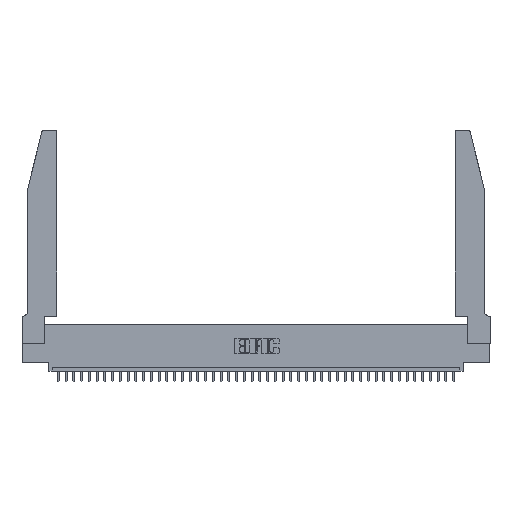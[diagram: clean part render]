
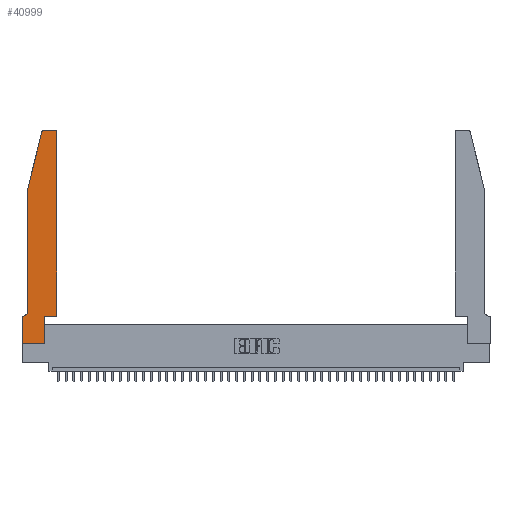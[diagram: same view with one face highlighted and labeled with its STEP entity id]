
A CAD part, top view. The second image highlights one B-rep face of the part: STEP entity #40999.
In plain terms, the highlighted planar face has unit normal (0, 0, 1).
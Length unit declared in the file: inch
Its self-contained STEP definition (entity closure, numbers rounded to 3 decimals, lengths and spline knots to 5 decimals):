
#663 = DIRECTION ( 'NONE',  ( 1., 0., 0. ) ) ;
#1092 = PLANE ( 'NONE',  #30147 ) ;
#1145 = CARTESIAN_POINT ( 'NONE',  ( 0., 0., 0.37 ) ) ;
#1331 = DIRECTION ( 'NONE',  ( 0., -1., 0. ) ) ;
#2632 = EDGE_CURVE ( 'NONE', #25539, #8088, #10551, .T. ) ;
#2874 = VECTOR ( 'NONE', #15955, 39.37008 ) ;
#4774 = LINE ( 'NONE', #19700, #39838 ) ;
#4848 = VECTOR ( 'NONE', #30887, 39.37008 ) ;
#6082 = ORIENTED_EDGE ( 'NONE', *, *, #8543, .T. ) ;
#6090 = CARTESIAN_POINT ( 'NONE',  ( 0.0755, 0.35, 0.37 ) ) ;
#6132 = AXIS2_PLACEMENT_3D ( 'NONE', #36300, #16482, #26200 ) ;
#6234 = DIRECTION ( 'NONE',  ( -1., 0., 0. ) ) ;
#6307 = DIRECTION ( 'NONE',  ( 0., 1., 0. ) ) ;
#6475 = AXIS2_PLACEMENT_3D ( 'NONE', #20098, #29505, #23011 ) ;
#7598 = ORIENTED_EDGE ( 'NONE', *, *, #38480, .T. ) ;
#8088 = VERTEX_POINT ( 'NONE', #21179 ) ;
#8499 = DIRECTION ( 'NONE',  ( 0., 0., 1. ) ) ;
#8543 = EDGE_CURVE ( 'NONE', #18678, #36866, #41625, .T. ) ;
#9483 = EDGE_CURVE ( 'NONE', #34379, #32248, #25562, .T. ) ;
#10065 = DIRECTION ( 'NONE',  ( -1., 0., 0. ) ) ;
#10163 = ORIENTED_EDGE ( 'NONE', *, *, #24178, .T. ) ;
#10551 = LINE ( 'NONE', #16689, #28578 ) ;
#10819 = ORIENTED_EDGE ( 'NONE', *, *, #42123, .T. ) ;
#11229 = CARTESIAN_POINT ( 'NONE',  ( 0.4505, 0.35, 0.37 ) ) ;
#11508 = CIRCLE ( 'NONE', #28219, 0.03 ) ;
#11524 = CARTESIAN_POINT ( 'NONE',  ( 0.4505, 0.35, 0.37 ) ) ;
#11594 = VECTOR ( 'NONE', #6234, 39.37008 ) ;
#12226 = ORIENTED_EDGE ( 'NONE', *, *, #29771, .T. ) ;
#12297 = CARTESIAN_POINT ( 'NONE',  ( 0.4205, 2.75, 0.37 ) ) ;
#12782 = EDGE_CURVE ( 'NONE', #39649, #25539, #32945, .T. ) ;
#13587 = DIRECTION ( 'NONE',  ( 0., 0., 1. ) ) ;
#15318 = DIRECTION ( 'NONE',  ( 1., 0., 0. ) ) ;
#15520 = CARTESIAN_POINT ( 'NONE',  ( 0.4205, 2.72, 0.37 ) ) ;
#15714 = LINE ( 'NONE', #6090, #11594 ) ;
#15866 = CARTESIAN_POINT ( 'NONE',  ( 0.4505, 0.35, 0.37 ) ) ;
#15955 = DIRECTION ( 'NONE',  ( 0., 1., 0. ) ) ;
#16482 = DIRECTION ( 'NONE',  ( 0., 0., -1. ) ) ;
#16689 = CARTESIAN_POINT ( 'NONE',  ( 0.0755, 2., 0.37 ) ) ;
#18406 = LINE ( 'NONE', #35116, #25121 ) ;
#18678 = VERTEX_POINT ( 'NONE', #38952 ) ;
#18965 = CARTESIAN_POINT ( 'NONE',  ( 0.2865, 0., 0.37 ) ) ;
#19700 = CARTESIAN_POINT ( 'NONE',  ( 0.2605, 2.75, 0.37 ) ) ;
#19707 = ORIENTED_EDGE ( 'NONE', *, *, #2632, .T. ) ;
#19727 = CARTESIAN_POINT ( 'NONE',  ( 0.2865, 0.35, 0.37 ) ) ;
#20098 = CARTESIAN_POINT ( 'NONE',  ( 0.284, 2.72, 0.37 ) ) ;
#21070 = CARTESIAN_POINT ( 'NONE',  ( 0.0755, 2., 0.37 ) ) ;
#21179 = CARTESIAN_POINT ( 'NONE',  ( 0.0755, 2., 0.37 ) ) ;
#21204 = VERTEX_POINT ( 'NONE', #26217 ) ;
#21516 = LINE ( 'NONE', #19727, #29280 ) ;
#21533 = EDGE_CURVE ( 'NONE', #8088, #25868, #24952, .T. ) ;
#23011 = DIRECTION ( 'NONE',  ( 1., 0., 0. ) ) ;
#23049 = CARTESIAN_POINT ( 'NONE',  ( 0.2865, 0.35, 0.37 ) ) ;
#23234 = CIRCLE ( 'NONE', #6132, 0.07 ) ;
#23696 = CARTESIAN_POINT ( 'NONE',  ( 0., 0.35, 0.37 ) ) ;
#24178 = EDGE_CURVE ( 'NONE', #32248, #29915, #11508, .T. ) ;
#24385 = EDGE_CURVE ( 'NONE', #38680, #34379, #35763, .T. ) ;
#24720 = DIRECTION ( 'NONE',  ( 1., 0., 0. ) ) ;
#24952 = LINE ( 'NONE', #21070, #4848 ) ;
#25121 = VECTOR ( 'NONE', #24720, 39.37008 ) ;
#25311 = FACE_OUTER_BOUND ( 'NONE', #41194, .T. ) ;
#25539 = VERTEX_POINT ( 'NONE', #26081 ) ;
#25562 = LINE ( 'NONE', #11524, #2874 ) ;
#25868 = VERTEX_POINT ( 'NONE', #36883 ) ;
#26081 = CARTESIAN_POINT ( 'NONE',  ( 0.25487, 2.72718, 0.37 ) ) ;
#26200 = DIRECTION ( 'NONE',  ( -1., 0., 0. ) ) ;
#26217 = CARTESIAN_POINT ( 'NONE',  ( 0.0055, 0.35, 0.37 ) ) ;
#27265 = EDGE_CURVE ( 'NONE', #39068, #38680, #21516, .T. ) ;
#28219 = AXIS2_PLACEMENT_3D ( 'NONE', #15520, #8499, #35048 ) ;
#28578 = VECTOR ( 'NONE', #40088, 39.37008 ) ;
#29280 = VECTOR ( 'NONE', #6307, 39.37008 ) ;
#29505 = DIRECTION ( 'NONE',  ( 0., 0., 1. ) ) ;
#29771 = EDGE_CURVE ( 'NONE', #36866, #39068, #18406, .T. ) ;
#29915 = VERTEX_POINT ( 'NONE', #12297 ) ;
#30147 = AXIS2_PLACEMENT_3D ( 'NONE', #23696, #13587, #663 ) ;
#30440 = ORIENTED_EDGE ( 'NONE', *, *, #40919, .T. ) ;
#30595 = CARTESIAN_POINT ( 'NONE',  ( 0., 0., 0.37 ) ) ;
#30887 = DIRECTION ( 'NONE',  ( 0., -1., 0. ) ) ;
#32137 = ORIENTED_EDGE ( 'NONE', *, *, #24385, .T. ) ;
#32248 = VERTEX_POINT ( 'NONE', #37511 ) ;
#32567 = ORIENTED_EDGE ( 'NONE', *, *, #12782, .T. ) ;
#32615 = ORIENTED_EDGE ( 'NONE', *, *, #27265, .T. ) ;
#32876 = ORIENTED_EDGE ( 'NONE', *, *, #21533, .T. ) ;
#32945 = CIRCLE ( 'NONE', #6475, 0.03 ) ;
#33158 = VECTOR ( 'NONE', #15318, 39.37008 ) ;
#33355 = VECTOR ( 'NONE', #1331, 39.37008 ) ;
#34376 = CARTESIAN_POINT ( 'NONE',  ( 0.284, 2.75, 0.37 ) ) ;
#34379 = VERTEX_POINT ( 'NONE', #15866 ) ;
#35048 = DIRECTION ( 'NONE',  ( 1., 0., 0. ) ) ;
#35116 = CARTESIAN_POINT ( 'NONE',  ( 0., 0., 0.37 ) ) ;
#35763 = LINE ( 'NONE', #11229, #33158 ) ;
#35982 = ORIENTED_EDGE ( 'NONE', *, *, #9483, .T. ) ;
#36300 = CARTESIAN_POINT ( 'NONE',  ( 0.0055, 0.42, 0.37 ) ) ;
#36866 = VERTEX_POINT ( 'NONE', #30595 ) ;
#36883 = CARTESIAN_POINT ( 'NONE',  ( 0.0755, 0.42, 0.37 ) ) ;
#37511 = CARTESIAN_POINT ( 'NONE',  ( 0.4505, 2.72, 0.37 ) ) ;
#38480 = EDGE_CURVE ( 'NONE', #21204, #18678, #15714, .T. ) ;
#38680 = VERTEX_POINT ( 'NONE', #23049 ) ;
#38952 = CARTESIAN_POINT ( 'NONE',  ( 0., 0.35, 0.37 ) ) ;
#39068 = VERTEX_POINT ( 'NONE', #18965 ) ;
#39649 = VERTEX_POINT ( 'NONE', #34376 ) ;
#39838 = VECTOR ( 'NONE', #10065, 39.37008 ) ;
#40088 = DIRECTION ( 'NONE',  ( -0.239, -0.971, 0. ) ) ;
#40919 = EDGE_CURVE ( 'NONE', #25868, #21204, #23234, .T. ) ;
#40999 = ADVANCED_FACE ( 'NONE', ( #25311 ), #1092, .T. ) ;
#41194 = EDGE_LOOP ( 'NONE', ( #10819, #32567, #19707, #32876, #30440, #7598, #6082, #12226, #32615, #32137, #35982, #10163 ) ) ;
#41625 = LINE ( 'NONE', #1145, #33355 ) ;
#42123 = EDGE_CURVE ( 'NONE', #29915, #39649, #4774, .T. ) ;
